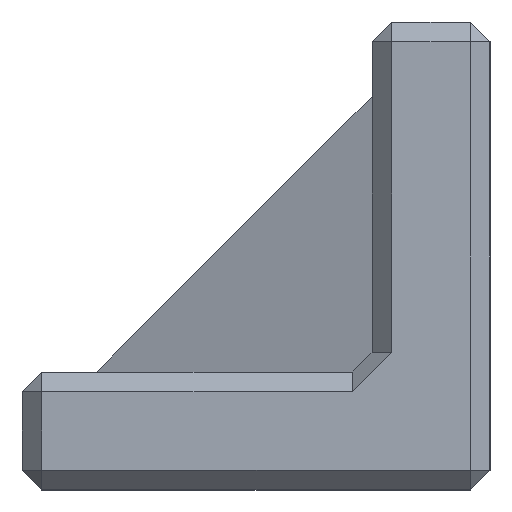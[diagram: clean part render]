
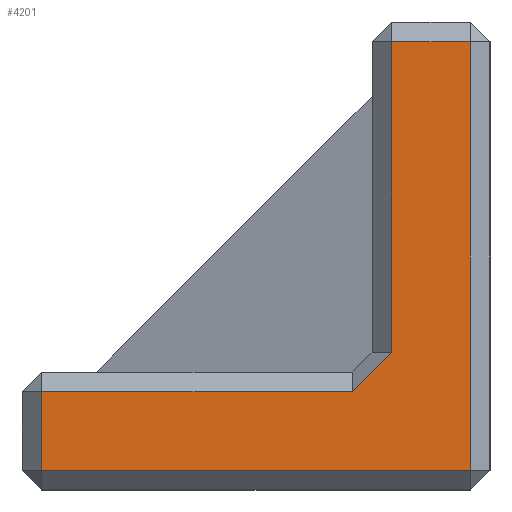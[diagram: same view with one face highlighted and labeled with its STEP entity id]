
A CAD part, left-side view. The second image highlights one B-rep face of the part: STEP entity #4201.
In plain terms, the highlighted planar face has unit normal (-1, 0, 0).
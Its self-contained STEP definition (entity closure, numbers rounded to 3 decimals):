
#72 = PLANE('',#73);
#73 = AXIS2_PLACEMENT_3D('',#74,#75,#76);
#74 = CARTESIAN_POINT('',(0.35,14.65,0.));
#75 = DIRECTION('',(-0.707,0.707,0.));
#76 = DIRECTION('',(-0.,-0.,-1.));
#228 = VERTEX_POINT('',#229);
#229 = CARTESIAN_POINT('',(0.1,14.4,0.5));
#252 = VERTEX_POINT('',#253);
#253 = CARTESIAN_POINT('',(0.1,14.4,2.5));
#279 = EDGE_CURVE('',#228,#252,#280,.T.);
#280 = SURFACE_CURVE('',#281,(#285,#292),.PCURVE_S1.);
#281 = LINE('',#282,#283);
#282 = CARTESIAN_POINT('',(0.1,14.4,0.));
#283 = VECTOR('',#284,1.);
#284 = DIRECTION('',(0.,0.,1.));
#285 = PCURVE('',#72,#286);
#286 = DEFINITIONAL_REPRESENTATION('',(#287),#291);
#287 = LINE('',#288,#289);
#288 = CARTESIAN_POINT('',(-0.,0.354));
#289 = VECTOR('',#290,1.);
#290 = DIRECTION('',(-1.,0.));
#291 = ( GEOMETRIC_REPRESENTATION_CONTEXT(2) 
PARAMETRIC_REPRESENTATION_CONTEXT() REPRESENTATION_CONTEXT('2D SPACE',''
  ) );
#292 = PCURVE('',#293,#298);
#293 = PLANE('',#294);
#294 = AXIS2_PLACEMENT_3D('',#295,#296,#297);
#295 = CARTESIAN_POINT('',(0.1,3.,0.));
#296 = DIRECTION('',(-1.,0.,0.));
#297 = DIRECTION('',(0.,1.,0.));
#298 = DEFINITIONAL_REPRESENTATION('',(#299),#303);
#299 = LINE('',#300,#301);
#300 = CARTESIAN_POINT('',(11.4,0.));
#301 = VECTOR('',#302,1.);
#302 = DIRECTION('',(0.,-1.));
#303 = ( GEOMETRIC_REPRESENTATION_CONTEXT(2) 
PARAMETRIC_REPRESENTATION_CONTEXT() REPRESENTATION_CONTEXT('2D SPACE',''
  ) );
#480 = PLANE('',#481);
#481 = AXIS2_PLACEMENT_3D('',#482,#483,#484);
#482 = CARTESIAN_POINT('',(0.35,3.,0.25));
#483 = DIRECTION('',(0.707,0.,0.707));
#484 = DIRECTION('',(0.,1.,0.));
#4201 = ADVANCED_FACE('',(#4202),#293,.T.);
#4202 = FACE_BOUND('',#4203,.T.);
#4203 = EDGE_LOOP('',(#4204,#4205,#4228,#4256,#4284,#4312,#4340));
#4204 = ORIENTED_EDGE('',*,*,#279,.F.);
#4205 = ORIENTED_EDGE('',*,*,#4206,.F.);
#4206 = EDGE_CURVE('',#4207,#228,#4209,.T.);
#4207 = VERTEX_POINT('',#4208);
#4208 = CARTESIAN_POINT('',(0.1,3.5,0.5));
#4209 = SURFACE_CURVE('',#4210,(#4214,#4221),.PCURVE_S1.);
#4210 = LINE('',#4211,#4212);
#4211 = CARTESIAN_POINT('',(0.1,3.,0.5));
#4212 = VECTOR('',#4213,1.);
#4213 = DIRECTION('',(0.,1.,0.));
#4214 = PCURVE('',#293,#4215);
#4215 = DEFINITIONAL_REPRESENTATION('',(#4216),#4220);
#4216 = LINE('',#4217,#4218);
#4217 = CARTESIAN_POINT('',(0.,-0.5));
#4218 = VECTOR('',#4219,1.);
#4219 = DIRECTION('',(1.,0.));
#4220 = ( GEOMETRIC_REPRESENTATION_CONTEXT(2) 
PARAMETRIC_REPRESENTATION_CONTEXT() REPRESENTATION_CONTEXT('2D SPACE',''
  ) );
#4221 = PCURVE('',#480,#4222);
#4222 = DEFINITIONAL_REPRESENTATION('',(#4223),#4227);
#4223 = LINE('',#4224,#4225);
#4224 = CARTESIAN_POINT('',(0.,0.354));
#4225 = VECTOR('',#4226,1.);
#4226 = DIRECTION('',(1.,0.));
#4227 = ( GEOMETRIC_REPRESENTATION_CONTEXT(2) 
PARAMETRIC_REPRESENTATION_CONTEXT() REPRESENTATION_CONTEXT('2D SPACE',''
  ) );
#4228 = ORIENTED_EDGE('',*,*,#4229,.T.);
#4229 = EDGE_CURVE('',#4207,#4230,#4232,.T.);
#4230 = VERTEX_POINT('',#4231);
#4231 = CARTESIAN_POINT('',(0.1,3.5,11.4));
#4232 = SURFACE_CURVE('',#4233,(#4237,#4244),.PCURVE_S1.);
#4233 = LINE('',#4234,#4235);
#4234 = CARTESIAN_POINT('',(0.1,3.5,0.));
#4235 = VECTOR('',#4236,1.);
#4236 = DIRECTION('',(0.,0.,1.));
#4237 = PCURVE('',#293,#4238);
#4238 = DEFINITIONAL_REPRESENTATION('',(#4239),#4243);
#4239 = LINE('',#4240,#4241);
#4240 = CARTESIAN_POINT('',(0.5,0.));
#4241 = VECTOR('',#4242,1.);
#4242 = DIRECTION('',(0.,-1.));
#4243 = ( GEOMETRIC_REPRESENTATION_CONTEXT(2) 
PARAMETRIC_REPRESENTATION_CONTEXT() REPRESENTATION_CONTEXT('2D SPACE',''
  ) );
#4244 = PCURVE('',#4245,#4250);
#4245 = PLANE('',#4246);
#4246 = AXIS2_PLACEMENT_3D('',#4247,#4248,#4249);
#4247 = CARTESIAN_POINT('',(0.35,3.25,0.));
#4248 = DIRECTION('',(0.707,0.707,0.));
#4249 = DIRECTION('',(0.,0.,1.));
#4250 = DEFINITIONAL_REPRESENTATION('',(#4251),#4255);
#4251 = LINE('',#4252,#4253);
#4252 = CARTESIAN_POINT('',(0.,-0.354));
#4253 = VECTOR('',#4254,1.);
#4254 = DIRECTION('',(1.,0.));
#4255 = ( GEOMETRIC_REPRESENTATION_CONTEXT(2) 
PARAMETRIC_REPRESENTATION_CONTEXT() REPRESENTATION_CONTEXT('2D SPACE',''
  ) );
#4256 = ORIENTED_EDGE('',*,*,#4257,.T.);
#4257 = EDGE_CURVE('',#4230,#4258,#4260,.T.);
#4258 = VERTEX_POINT('',#4259);
#4259 = CARTESIAN_POINT('',(0.1,5.5,11.4));
#4260 = SURFACE_CURVE('',#4261,(#4265,#4272),.PCURVE_S1.);
#4261 = LINE('',#4262,#4263);
#4262 = CARTESIAN_POINT('',(0.1,3.,11.4));
#4263 = VECTOR('',#4264,1.);
#4264 = DIRECTION('',(0.,1.,0.));
#4265 = PCURVE('',#293,#4266);
#4266 = DEFINITIONAL_REPRESENTATION('',(#4267),#4271);
#4267 = LINE('',#4268,#4269);
#4268 = CARTESIAN_POINT('',(0.,-11.4));
#4269 = VECTOR('',#4270,1.);
#4270 = DIRECTION('',(1.,0.));
#4271 = ( GEOMETRIC_REPRESENTATION_CONTEXT(2) 
PARAMETRIC_REPRESENTATION_CONTEXT() REPRESENTATION_CONTEXT('2D SPACE',''
  ) );
#4272 = PCURVE('',#4273,#4278);
#4273 = PLANE('',#4274);
#4274 = AXIS2_PLACEMENT_3D('',#4275,#4276,#4277);
#4275 = CARTESIAN_POINT('',(0.35,3.,11.65));
#4276 = DIRECTION('',(-0.707,0.,0.707));
#4277 = DIRECTION('',(-0.,-1.,-0.));
#4278 = DEFINITIONAL_REPRESENTATION('',(#4279),#4283);
#4279 = LINE('',#4280,#4281);
#4280 = CARTESIAN_POINT('',(-0.,-0.354));
#4281 = VECTOR('',#4282,1.);
#4282 = DIRECTION('',(-1.,0.));
#4283 = ( GEOMETRIC_REPRESENTATION_CONTEXT(2) 
PARAMETRIC_REPRESENTATION_CONTEXT() REPRESENTATION_CONTEXT('2D SPACE',''
  ) );
#4284 = ORIENTED_EDGE('',*,*,#4285,.T.);
#4285 = EDGE_CURVE('',#4258,#4286,#4288,.T.);
#4286 = VERTEX_POINT('',#4287);
#4287 = CARTESIAN_POINT('',(0.1,5.5,3.5));
#4288 = SURFACE_CURVE('',#4289,(#4293,#4300),.PCURVE_S1.);
#4289 = LINE('',#4290,#4291);
#4290 = CARTESIAN_POINT('',(0.1,5.5,11.9));
#4291 = VECTOR('',#4292,1.);
#4292 = DIRECTION('',(0.,0.,-1.));
#4293 = PCURVE('',#293,#4294);
#4294 = DEFINITIONAL_REPRESENTATION('',(#4295),#4299);
#4295 = LINE('',#4296,#4297);
#4296 = CARTESIAN_POINT('',(2.5,-11.9));
#4297 = VECTOR('',#4298,1.);
#4298 = DIRECTION('',(0.,1.));
#4299 = ( GEOMETRIC_REPRESENTATION_CONTEXT(2) 
PARAMETRIC_REPRESENTATION_CONTEXT() REPRESENTATION_CONTEXT('2D SPACE',''
  ) );
#4300 = PCURVE('',#4301,#4306);
#4301 = PLANE('',#4302);
#4302 = AXIS2_PLACEMENT_3D('',#4303,#4304,#4305);
#4303 = CARTESIAN_POINT('',(0.35,5.75,11.9));
#4304 = DIRECTION('',(-0.707,0.707,0.));
#4305 = DIRECTION('',(0.,0.,1.));
#4306 = DEFINITIONAL_REPRESENTATION('',(#4307),#4311);
#4307 = LINE('',#4308,#4309);
#4308 = CARTESIAN_POINT('',(-0.,-0.354));
#4309 = VECTOR('',#4310,1.);
#4310 = DIRECTION('',(-1.,0.));
#4311 = ( GEOMETRIC_REPRESENTATION_CONTEXT(2) 
PARAMETRIC_REPRESENTATION_CONTEXT() REPRESENTATION_CONTEXT('2D SPACE',''
  ) );
#4312 = ORIENTED_EDGE('',*,*,#4313,.F.);
#4313 = EDGE_CURVE('',#4314,#4286,#4316,.T.);
#4314 = VERTEX_POINT('',#4315);
#4315 = CARTESIAN_POINT('',(0.1,6.5,2.5));
#4316 = SURFACE_CURVE('',#4317,(#4321,#4328),.PCURVE_S1.);
#4317 = LINE('',#4318,#4319);
#4318 = CARTESIAN_POINT('',(0.1,6.25,2.75));
#4319 = VECTOR('',#4320,1.);
#4320 = DIRECTION('',(0.,-0.707,0.707));
#4321 = PCURVE('',#293,#4322);
#4322 = DEFINITIONAL_REPRESENTATION('',(#4323),#4327);
#4323 = LINE('',#4324,#4325);
#4324 = CARTESIAN_POINT('',(3.25,-2.75));
#4325 = VECTOR('',#4326,1.);
#4326 = DIRECTION('',(-0.707,-0.707));
#4327 = ( GEOMETRIC_REPRESENTATION_CONTEXT(2) 
PARAMETRIC_REPRESENTATION_CONTEXT() REPRESENTATION_CONTEXT('2D SPACE',''
  ) );
#4328 = PCURVE('',#4329,#4334);
#4329 = PLANE('',#4330);
#4330 = AXIS2_PLACEMENT_3D('',#4331,#4332,#4333);
#4331 = CARTESIAN_POINT('',(0.1,6.5,2.5));
#4332 = DIRECTION('',(-0.577,0.577,0.577));
#4333 = DIRECTION('',(0.,-0.707,0.707
    ));
#4334 = DEFINITIONAL_REPRESENTATION('',(#4335),#4339);
#4335 = LINE('',#4336,#4337);
#4336 = CARTESIAN_POINT('',(0.354,0.));
#4337 = VECTOR('',#4338,1.);
#4338 = DIRECTION('',(1.,0.));
#4339 = ( GEOMETRIC_REPRESENTATION_CONTEXT(2) 
PARAMETRIC_REPRESENTATION_CONTEXT() REPRESENTATION_CONTEXT('2D SPACE',''
  ) );
#4340 = ORIENTED_EDGE('',*,*,#4341,.T.);
#4341 = EDGE_CURVE('',#4314,#252,#4342,.T.);
#4342 = SURFACE_CURVE('',#4343,(#4347,#4354),.PCURVE_S1.);
#4343 = LINE('',#4344,#4345);
#4344 = CARTESIAN_POINT('',(0.1,6.,2.5));
#4345 = VECTOR('',#4346,1.);
#4346 = DIRECTION('',(0.,1.,0.));
#4347 = PCURVE('',#293,#4348);
#4348 = DEFINITIONAL_REPRESENTATION('',(#4349),#4353);
#4349 = LINE('',#4350,#4351);
#4350 = CARTESIAN_POINT('',(3.,-2.5));
#4351 = VECTOR('',#4352,1.);
#4352 = DIRECTION('',(1.,0.));
#4353 = ( GEOMETRIC_REPRESENTATION_CONTEXT(2) 
PARAMETRIC_REPRESENTATION_CONTEXT() REPRESENTATION_CONTEXT('2D SPACE',''
  ) );
#4354 = PCURVE('',#4355,#4360);
#4355 = PLANE('',#4356);
#4356 = AXIS2_PLACEMENT_3D('',#4357,#4358,#4359);
#4357 = CARTESIAN_POINT('',(0.35,6.,2.75));
#4358 = DIRECTION('',(-0.707,0.,0.707));
#4359 = DIRECTION('',(0.,1.,0.));
#4360 = DEFINITIONAL_REPRESENTATION('',(#4361),#4365);
#4361 = LINE('',#4362,#4363);
#4362 = CARTESIAN_POINT('',(0.,0.354));
#4363 = VECTOR('',#4364,1.);
#4364 = DIRECTION('',(1.,0.));
#4365 = ( GEOMETRIC_REPRESENTATION_CONTEXT(2) 
PARAMETRIC_REPRESENTATION_CONTEXT() REPRESENTATION_CONTEXT('2D SPACE',''
  ) );
